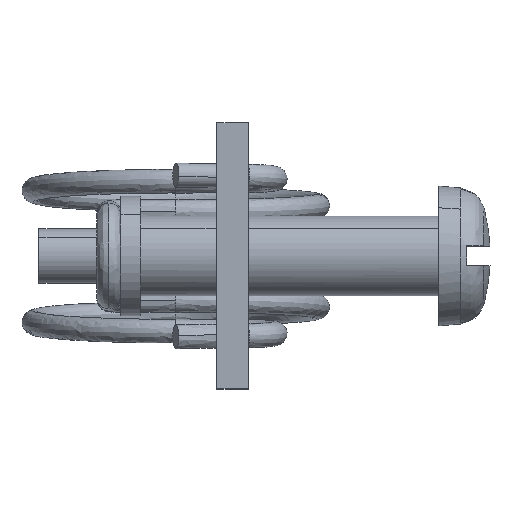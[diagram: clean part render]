
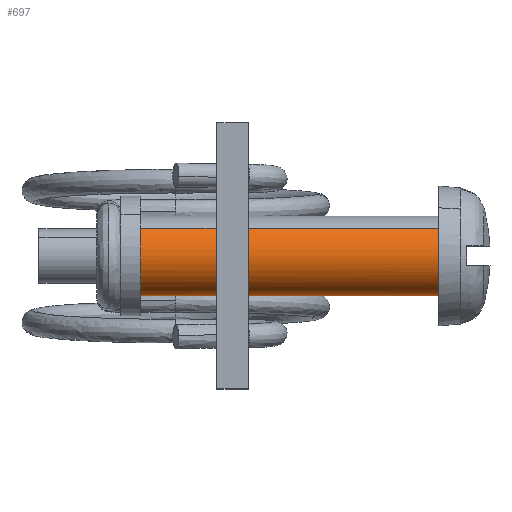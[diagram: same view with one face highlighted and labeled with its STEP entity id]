
A CAD part, top view. The second image highlights one B-rep face of the part: STEP entity #697.
In plain terms, the highlighted free-form (B-spline) face has degree [2, 1] with [5, 2] control points.
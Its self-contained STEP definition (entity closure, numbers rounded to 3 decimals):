
#497=CARTESIAN_POINT('',(-14.9,-1.377,-1.451));
#498=VERTEX_POINT('',#497);
#509=CARTESIAN_POINT('',(-14.9,-2.,0.));
#510=VERTEX_POINT('',#509);
#511=CARTESIAN_POINT('',(-14.9,-1.377,-1.451));
#512=CARTESIAN_POINT('',(-14.9,-1.524,-1.311));
#513=CARTESIAN_POINT('',(-14.9,-1.733,-1.041));
#514=CARTESIAN_POINT('',(-14.9,-1.948,-0.541));
#515=CARTESIAN_POINT('',(-14.9,-2.,-0.203));
#516=CARTESIAN_POINT('',(-14.9,-2.,0.));
#517=B_SPLINE_CURVE_WITH_KNOTS('',3,(#511,#512,#513,#514,#515,#516),.UNSPECIFIED.,.F.,.U.,(4,1,1,4),(0.,0.609,1.014,1.623),.UNSPECIFIED.);
#518=EDGE_CURVE('',#498,#510,#517,.T.);
#520=CARTESIAN_POINT('',(-14.9,0.0,2.0));
#521=VERTEX_POINT('',#520);
#522=CARTESIAN_POINT('',(-14.9,-2.,0.));
#523=CARTESIAN_POINT('',(-14.9,-2.,0.147));
#524=CARTESIAN_POINT('',(-14.9,-1.974,0.385));
#525=CARTESIAN_POINT('',(-14.9,-1.871,0.73));
#526=CARTESIAN_POINT('',(-14.9,-1.743,0.997));
#527=CARTESIAN_POINT('',(-14.9,-1.544,1.288));
#528=CARTESIAN_POINT('',(-14.9,-1.268,1.57));
#529=CARTESIAN_POINT('',(-14.9,-0.912,1.795));
#530=CARTESIAN_POINT('',(-14.9,-0.483,1.958));
#531=CARTESIAN_POINT('',(-14.9,-0.188,2.));
#532=CARTESIAN_POINT('',(-14.9,0.0,2.0));
#533=B_SPLINE_CURVE_WITH_KNOTS('',3,(#522,#523,#524,#525,#526,#527,#528,#529,#530,#531,#532),.UNSPECIFIED.,.F.,.U.,(4,1,1,1,1,1,1,1,4),(0.,0.442,0.712,1.08,1.325,1.767,2.258,2.577,3.142),.UNSPECIFIED.);
#534=EDGE_CURVE('',#510,#521,#533,.T.);
#536=CARTESIAN_POINT('',(-14.9,1.377,1.451));
#537=VERTEX_POINT('',#536);
#538=CARTESIAN_POINT('',(-14.9,0.0,2.0));
#539=CARTESIAN_POINT('',(-14.9,0.15,2.));
#540=CARTESIAN_POINT('',(-14.9,0.475,1.963));
#541=CARTESIAN_POINT('',(-14.9,0.953,1.785));
#542=CARTESIAN_POINT('',(-14.9,1.245,1.576));
#543=CARTESIAN_POINT('',(-14.9,1.377,1.451));
#544=B_SPLINE_CURVE_WITH_KNOTS('',3,(#538,#539,#540,#541,#542,#543),.UNSPECIFIED.,.F.,.U.,(4,1,1,4),(0.,0.451,0.973,1.518),.UNSPECIFIED.);
#545=EDGE_CURVE('',#521,#537,#544,.T.);
#579=CARTESIAN_POINT('',(0.,1.377,1.451));
#580=VERTEX_POINT('',#579);
#581=CARTESIAN_POINT('',(0.,1.377,1.451));
#582=CARTESIAN_POINT('',(-14.9,1.377,1.451));
#583=QUASI_UNIFORM_CURVE('',1,(#581,#582),.UNSPECIFIED.,.F.,.U.);
#584=EDGE_CURVE('',#580,#537,#583,.T.);
#614=CARTESIAN_POINT('',(0.,-1.377,-1.451));
#615=VERTEX_POINT('',#614);
#625=CARTESIAN_POINT('',(0.,-1.377,-1.451));
#626=CARTESIAN_POINT('',(-14.9,-1.377,-1.451));
#627=QUASI_UNIFORM_CURVE('',1,(#625,#626),.UNSPECIFIED.,.F.,.U.);
#628=EDGE_CURVE('',#615,#498,#627,.T.);
#635=CARTESIAN_POINT('',(0.373,-1.377,-1.451));
#636=CARTESIAN_POINT('',(0.373,-2.827,-0.074));
#637=CARTESIAN_POINT('',(0.373,-1.451,1.377));
#638=CARTESIAN_POINT('',(0.373,-0.074,2.827));
#639=CARTESIAN_POINT('',(0.373,1.377,1.451));
#640=CARTESIAN_POINT('',(-15.282,-1.377,-1.451));
#641=CARTESIAN_POINT('',(-15.282,-2.827,-0.074));
#642=CARTESIAN_POINT('',(-15.282,-1.451,1.377));
#643=CARTESIAN_POINT('',(-15.282,-0.074,2.827));
#644=CARTESIAN_POINT('',(-15.282,1.377,1.451));
#652=(BOUNDED_SURFACE()B_SPLINE_SURFACE(2,1,((#635,#640),(#636,#641),(#637,#642),(#638,#643),(#639,#644)),.UNSPECIFIED.,.F.,.F.,.U.)B_SPLINE_SURFACE_WITH_KNOTS((3,2,3),(2,2),(0.0,3.314,6.627),(0.0,15.654),.UNSPECIFIED.)GEOMETRIC_REPRESENTATION_ITEM()RATIONAL_B_SPLINE_SURFACE(((1.0,1.0),(0.707,0.707),(1.0,1.0),(0.707,0.707),(1.0,1.0)))REPRESENTATION_ITEM('')SURFACE());
#653=ORIENTED_EDGE('',*,*,#545,.F.);
#654=ORIENTED_EDGE('',*,*,#534,.F.);
#655=ORIENTED_EDGE('',*,*,#518,.F.);
#656=ORIENTED_EDGE('',*,*,#628,.F.);
#657=CARTESIAN_POINT('',(0.0,-2.,0.));
#658=VERTEX_POINT('',#657);
#659=CARTESIAN_POINT('',(0.,-1.377,-1.451));
#660=CARTESIAN_POINT('',(0.,-1.469,-1.363));
#661=CARTESIAN_POINT('',(0.,-1.642,-1.165));
#662=CARTESIAN_POINT('',(0.,-1.84,-0.818));
#663=CARTESIAN_POINT('',(0.,-1.97,-0.423));
#664=CARTESIAN_POINT('',(0.,-2.,-0.144));
#665=CARTESIAN_POINT('',(0.0,-2.,0.));
#666=B_SPLINE_CURVE_WITH_KNOTS('',3,(#659,#660,#661,#662,#663,#664,#665),.UNSPECIFIED.,.F.,.U.,(4,1,1,1,4),(0.,0.38,0.786,1.192,1.623),.UNSPECIFIED.);
#667=EDGE_CURVE('',#615,#658,#666,.T.);
#668=ORIENTED_EDGE('',*,*,#667,.T.);
#669=CARTESIAN_POINT('',(0.0,0.0,2.0));
#670=VERTEX_POINT('',#669);
#671=CARTESIAN_POINT('',(0.0,-2.,0.));
#672=CARTESIAN_POINT('',(0.0,-2.,0.221));
#673=CARTESIAN_POINT('',(0.0,-1.945,0.548));
#674=CARTESIAN_POINT('',(0.0,-1.768,0.954));
#675=CARTESIAN_POINT('',(0.0,-1.567,1.264));
#676=CARTESIAN_POINT('',(0.0,-1.319,1.517));
#677=CARTESIAN_POINT('',(0.0,-1.012,1.736));
#678=CARTESIAN_POINT('',(0.0,-0.738,1.868));
#679=CARTESIAN_POINT('',(0.0,-0.385,1.973));
#680=CARTESIAN_POINT('',(0.0,-0.155,2.));
#681=CARTESIAN_POINT('',(0.0,0.0,2.0));
#682=B_SPLINE_CURVE_WITH_KNOTS('',3,(#671,#672,#673,#674,#675,#676,#677,#678,#679,#680,#681),.UNSPECIFIED.,.F.,.U.,(4,1,1,1,1,1,1,1,4),(0.,0.663,0.982,1.325,1.767,2.037,2.454,2.675,3.142),.UNSPECIFIED.);
#683=EDGE_CURVE('',#658,#670,#682,.T.);
#684=ORIENTED_EDGE('',*,*,#683,.T.);
#685=CARTESIAN_POINT('',(0.0,0.0,2.0));
#686=CARTESIAN_POINT('',(0.,0.182,2.));
#687=CARTESIAN_POINT('',(0.,0.538,1.951));
#688=CARTESIAN_POINT('',(0.,1.007,1.751));
#689=CARTESIAN_POINT('',(0.,1.268,1.554));
#690=CARTESIAN_POINT('',(0.,1.377,1.451));
#691=B_SPLINE_CURVE_WITH_KNOTS('',3,(#685,#686,#687,#688,#689,#690),.UNSPECIFIED.,.F.,.U.,(4,1,1,4),(0.,0.546,1.068,1.518),.UNSPECIFIED.);
#692=EDGE_CURVE('',#670,#580,#691,.T.);
#693=ORIENTED_EDGE('',*,*,#692,.T.);
#694=ORIENTED_EDGE('',*,*,#584,.T.);
#695=EDGE_LOOP('',(#653,#654,#655,#656,#668,#684,#693,#694));
#696=FACE_OUTER_BOUND('',#695,.T.);
#697=ADVANCED_FACE('',(#696),#652,.T.);
